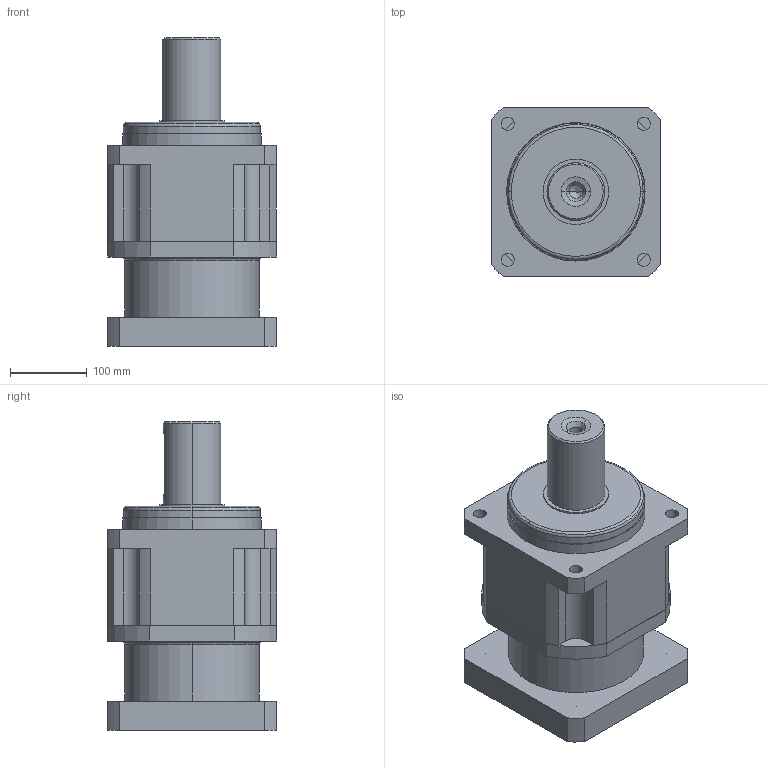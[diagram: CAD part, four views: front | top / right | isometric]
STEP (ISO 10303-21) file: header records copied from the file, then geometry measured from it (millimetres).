
FILE_DESCRIPTION((''),'2;1');
FILE_NAME('00_ASM','2022-06-10T13:07:37',('Administrator'),(''),'CREO PARAMETRIC BY PTC INC, 2019010','CREO PARAMETRIC BY PTC INC, 2019010','');
FILE_SCHEMA(('CONFIG_CONTROL_DESIGN'));
Length unit declared in the file: millimetre
Products named in the file (3): 700; 10001; 00_ASM
Assembly tree (2 placements, depth 2):
  00_ASM
    700
    10001
Bounding box: 220.44 x 220 x 401 mm (x, y, z)
Volume: 10050172.8 mm3; surface area: 540359.3 mm2
Topology: 2 solids, 2 shells, 162 faces, 404 edges, 251 vertices
Faces by surface type: cylinder 62, plane 60, cone 32, torus 8
Entity records: 4964 total; most frequent: CARTESIAN_POINT 956, DIRECTION 874, ORIENTED_EDGE 788, EDGE_CURVE 394, AXIS2_PLACEMENT_3D 341, VERTEX_POINT 251, VECTOR 192, LINE 192
